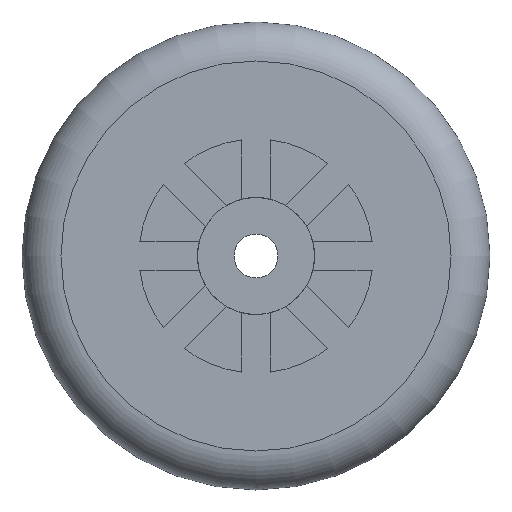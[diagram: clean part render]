
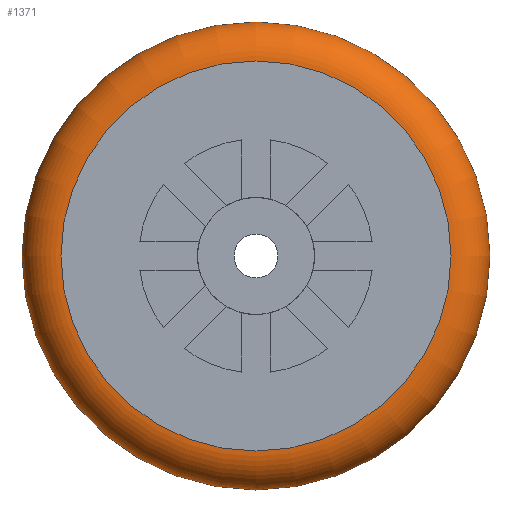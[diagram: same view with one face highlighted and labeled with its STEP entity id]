
A CAD part, front view. The second image highlights one B-rep face of the part: STEP entity #1371.
In plain terms, the highlighted toroidal (fillet/blend) face has major radius 20 mm and minor radius 4 mm.
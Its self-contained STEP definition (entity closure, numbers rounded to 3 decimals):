
#15=TOROIDAL_SURFACE('',#1514,20.,4.);
#330=FACE_BOUND('',#481,.T.);
#402=FACE_OUTER_BOUND('',#480,.T.);
#480=EDGE_LOOP('',(#1247));
#481=EDGE_LOOP('',(#1248));
#552=CIRCLE('',#1513,20.);
#553=CIRCLE('',#1515,20.);
#686=VERTEX_POINT('',#2330);
#687=VERTEX_POINT('',#2333);
#884=EDGE_CURVE('',#686,#686,#552,.T.);
#885=EDGE_CURVE('',#687,#687,#553,.T.);
#1247=ORIENTED_EDGE('',*,*,#884,.T.);
#1248=ORIENTED_EDGE('',*,*,#885,.T.);
#1371=ADVANCED_FACE('',(#402,#330),#15,.T.);
#1513=AXIS2_PLACEMENT_3D('',#2331,#1923,#1924);
#1514=AXIS2_PLACEMENT_3D('',#2332,#1925,#1926);
#1515=AXIS2_PLACEMENT_3D('',#2334,#1927,#1928);
#1923=DIRECTION('center_axis',(0.,1.,0.));
#1924=DIRECTION('ref_axis',(1.,0.,0.));
#1925=DIRECTION('center_axis',(0.,-1.,0.));
#1926=DIRECTION('ref_axis',(0.,0.,-1.));
#1927=DIRECTION('center_axis',(0.,-1.,0.));
#1928=DIRECTION('ref_axis',(1.,0.,0.));
#2330=CARTESIAN_POINT('',(-20.,-8.,0.));
#2331=CARTESIAN_POINT('Origin',(0.,-8.,0.));
#2332=CARTESIAN_POINT('Origin',(0.,-4.,0.));
#2333=CARTESIAN_POINT('',(-20.,0.,0.));
#2334=CARTESIAN_POINT('Origin',(0.,0.,0.));
